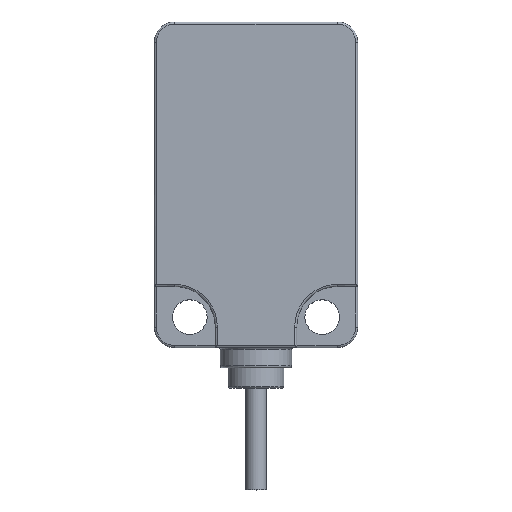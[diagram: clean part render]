
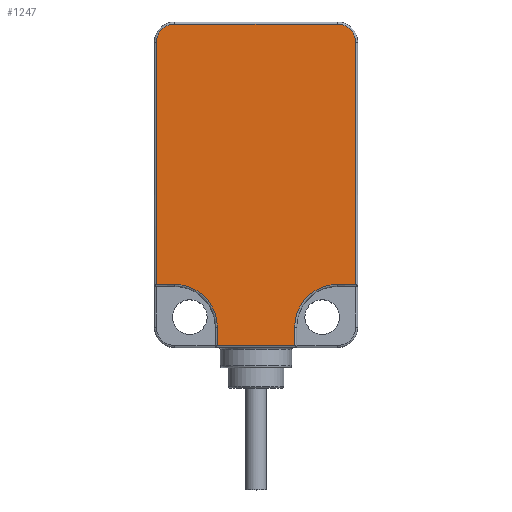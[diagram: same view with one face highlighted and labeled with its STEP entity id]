
A CAD part, top view. The second image highlights one B-rep face of the part: STEP entity #1247.
In plain terms, the highlighted planar face has unit normal (0, 0, 1).
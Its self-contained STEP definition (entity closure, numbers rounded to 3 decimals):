
#247=DIRECTION('',(1.,0.,0.));
#248=VECTOR('',#247,1.8);
#249=CARTESIAN_POINT('',(0.2,6.2,8.));
#250=LINE('',#249,#248);
#251=DIRECTION('',(0.,-1.,0.));
#252=VECTOR('',#251,23.8);
#253=CARTESIAN_POINT('',(0.2,30.,8.));
#254=LINE('',#253,#252);
#255=CARTESIAN_POINT('',(2.,30.,8.));
#256=DIRECTION('',(0.,0.,1.));
#257=DIRECTION('',(0.,1.,0.));
#258=AXIS2_PLACEMENT_3D('',#255,#256,#257);
#260=DIRECTION('',(-1.,0.,0.));
#261=VECTOR('',#260,16.);
#262=CARTESIAN_POINT('',(18.,31.8,8.));
#263=LINE('',#262,#261);
#264=CARTESIAN_POINT('',(18.,30.,8.));
#265=DIRECTION('',(0.,0.,1.));
#266=DIRECTION('',(1.,0.,0.));
#267=AXIS2_PLACEMENT_3D('',#264,#265,#266);
#269=DIRECTION('',(0.,1.,0.));
#270=VECTOR('',#269,23.8);
#271=CARTESIAN_POINT('',(19.8,6.2,8.));
#272=LINE('',#271,#270);
#273=DIRECTION('',(1.,0.,0.));
#274=VECTOR('',#273,1.8);
#275=CARTESIAN_POINT('',(18.,6.2,8.));
#276=LINE('',#275,#274);
#277=CARTESIAN_POINT('',(18.,2.,8.));
#278=DIRECTION('',(0.,0.,-1.));
#279=DIRECTION('',(-1.,0.,0.));
#280=AXIS2_PLACEMENT_3D('',#277,#278,#279);
#282=DIRECTION('',(0.,1.,0.));
#283=VECTOR('',#282,1.8);
#284=CARTESIAN_POINT('',(13.8,0.2,8.));
#285=LINE('',#284,#283);
#286=DIRECTION('',(1.,0.,0.));
#287=VECTOR('',#286,7.6);
#288=CARTESIAN_POINT('',(6.2,0.2,8.));
#289=LINE('',#288,#287);
#290=DIRECTION('',(0.,-1.,0.));
#291=VECTOR('',#290,1.8);
#292=CARTESIAN_POINT('',(6.2,2.,8.));
#293=LINE('',#292,#291);
#294=CARTESIAN_POINT('',(2.,2.,8.));
#295=DIRECTION('',(0.,0.,-1.));
#296=DIRECTION('',(0.,1.,0.));
#297=AXIS2_PLACEMENT_3D('',#294,#295,#296);
#809=CARTESIAN_POINT('',(0.2,6.2,8.));
#810=CARTESIAN_POINT('',(2.,6.2,8.));
#811=VERTEX_POINT('',#809);
#812=VERTEX_POINT('',#810);
#817=CARTESIAN_POINT('',(6.2,2.,8.));
#818=VERTEX_POINT('',#817);
#823=CARTESIAN_POINT('',(6.2,0.2,8.));
#824=VERTEX_POINT('',#823);
#827=CARTESIAN_POINT('',(13.8,0.2,8.));
#828=VERTEX_POINT('',#827);
#833=CARTESIAN_POINT('',(18.,6.2,8.));
#834=CARTESIAN_POINT('',(19.8,6.2,8.));
#835=VERTEX_POINT('',#833);
#836=VERTEX_POINT('',#834);
#837=CARTESIAN_POINT('',(13.8,2.,8.));
#838=VERTEX_POINT('',#837);
#843=CARTESIAN_POINT('',(0.2,30.,8.));
#844=VERTEX_POINT('',#843);
#845=CARTESIAN_POINT('',(2.,31.8,8.));
#846=VERTEX_POINT('',#845);
#849=CARTESIAN_POINT('',(18.,31.8,8.));
#850=VERTEX_POINT('',#849);
#853=CARTESIAN_POINT('',(19.8,30.,8.));
#854=VERTEX_POINT('',#853);
#1217=CARTESIAN_POINT('',(0.,0.,8.));
#1218=DIRECTION('',(0.,0.,1.));
#1219=DIRECTION('',(1.,0.,0.));
#1220=AXIS2_PLACEMENT_3D('',#1217,#1218,#1219);
#1221=PLANE('',#1220);
#1223=ORIENTED_EDGE('',*,*,#1222,.F.);
#1225=ORIENTED_EDGE('',*,*,#1224,.F.);
#1227=ORIENTED_EDGE('',*,*,#1226,.F.);
#1229=ORIENTED_EDGE('',*,*,#1228,.F.);
#1231=ORIENTED_EDGE('',*,*,#1230,.F.);
#1233=ORIENTED_EDGE('',*,*,#1232,.F.);
#1235=ORIENTED_EDGE('',*,*,#1234,.F.);
#1236=ORIENTED_EDGE('',*,*,#1200,.F.);
#1238=ORIENTED_EDGE('',*,*,#1237,.F.);
#1240=ORIENTED_EDGE('',*,*,#1239,.F.);
#1242=ORIENTED_EDGE('',*,*,#1241,.F.);
#1244=ORIENTED_EDGE('',*,*,#1243,.F.);
#1245=EDGE_LOOP('',(#1223,#1225,#1227,#1229,#1231,#1233,#1235,#1236,#1238,#1240,
#1242,#1244));
#1246=FACE_OUTER_BOUND('',#1245,.F.);
#1247=ADVANCED_FACE('',(#1246),#1221,.T.);
#259=CIRCLE('',#258,1.8);
#268=CIRCLE('',#267,1.8);
#281=CIRCLE('',#280,4.2);
#298=CIRCLE('',#297,4.2);
#1200=EDGE_CURVE('',#838,#835,#281,.T.);
#1222=EDGE_CURVE('',#811,#812,#250,.T.);
#1224=EDGE_CURVE('',#844,#811,#254,.T.);
#1226=EDGE_CURVE('',#846,#844,#259,.T.);
#1228=EDGE_CURVE('',#850,#846,#263,.T.);
#1230=EDGE_CURVE('',#854,#850,#268,.T.);
#1232=EDGE_CURVE('',#836,#854,#272,.T.);
#1234=EDGE_CURVE('',#835,#836,#276,.T.);
#1237=EDGE_CURVE('',#828,#838,#285,.T.);
#1239=EDGE_CURVE('',#824,#828,#289,.T.);
#1241=EDGE_CURVE('',#818,#824,#293,.T.);
#1243=EDGE_CURVE('',#812,#818,#298,.T.);
